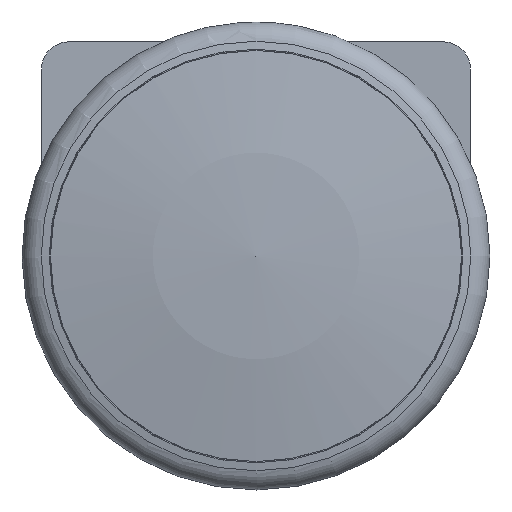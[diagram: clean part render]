
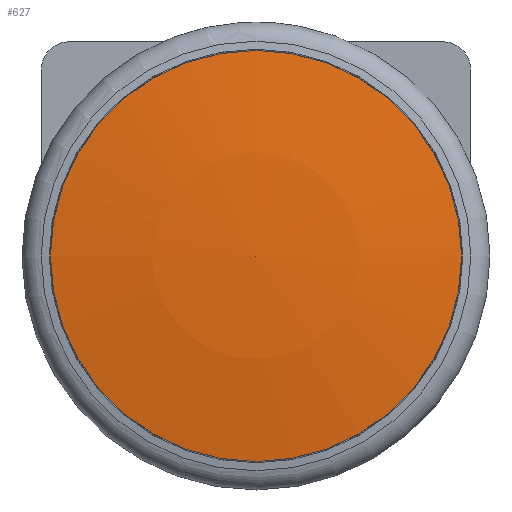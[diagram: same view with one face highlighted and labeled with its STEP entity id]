
A CAD part, front view. The second image highlights one B-rep face of the part: STEP entity #627.
In plain terms, the highlighted spherical face has radius 151.5 mm.
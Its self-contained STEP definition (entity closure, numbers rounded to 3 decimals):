
#627 = ADVANCED_FACE( '', ( #1470, #1471 ), #1472, .T. );
#1470 = FACE_BOUND( '', #2551, .T. );
#1471 = FACE_OUTER_BOUND( '', #2552, .T. );
#1472 = SPHERICAL_SURFACE( '', #2553, 151.5 );
#2551 = VERTEX_LOOP( '', #4388 );
#2552 = EDGE_LOOP( '', ( #4389 ) );
#2553 = AXIS2_PLACEMENT_3D( '', #4390, #4391, #4392 );
#4388 = VERTEX_POINT( '', #7096 );
#4389 = ORIENTED_EDGE( '', *, *, #6967, .F. );
#4390 = CARTESIAN_POINT( '', ( 0., -149.145, 0. ) );
#4391 = DIRECTION( '', ( 0., -1., 0. ) );
#4392 = DIRECTION( '', ( 1., 0., 0. ) );
#6967 = EDGE_CURVE( '', #8604, #8604, #8605, .T. );
#7096 = CARTESIAN_POINT( '', ( 0., 2.355, 0. ) );
#8604 = VERTEX_POINT( '', #10935 );
#8605 = CIRCLE( '', #10936, 26.35 );
#10935 = CARTESIAN_POINT( '', ( 0., 0.046, -26.35 ) );
#10936 = AXIS2_PLACEMENT_3D( '', #12935, #12936, #12937 );
#12935 = CARTESIAN_POINT( '', ( 0., 0.046, 0. ) );
#12936 = DIRECTION( '', ( 0., -1., 0. ) );
#12937 = DIRECTION( '', ( 0., 0., -1. ) );
